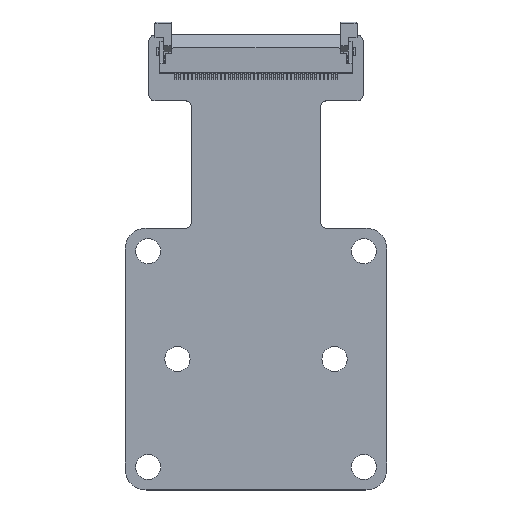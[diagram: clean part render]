
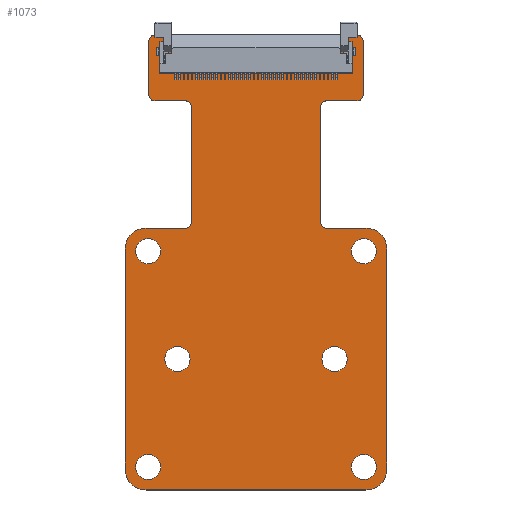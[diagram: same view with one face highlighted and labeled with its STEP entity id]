
A CAD part, top view. The second image highlights one B-rep face of the part: STEP entity #1073.
In plain terms, the highlighted planar face has unit normal (0, 0, 1).
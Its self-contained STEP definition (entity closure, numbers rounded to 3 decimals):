
#64 = VERTEX_POINT('',#65);
#65 = CARTESIAN_POINT('',(0.,2.54,1.575));
#71 = EDGE_CURVE('',#64,#72,#74,.T.);
#72 = VERTEX_POINT('',#73);
#73 = CARTESIAN_POINT('',(2.54,0.,1.575));
#74 = CIRCLE('',#75,2.54);
#75 = AXIS2_PLACEMENT_3D('',#76,#77,#78);
#76 = CARTESIAN_POINT('',(2.54,2.54,1.575));
#77 = DIRECTION('',(0.,0.,1.));
#78 = DIRECTION('',(-1.,0.,0.));
#104 = EDGE_CURVE('',#72,#105,#107,.T.);
#105 = VERTEX_POINT('',#106);
#106 = CARTESIAN_POINT('',(29.21,0.,1.575));
#107 = LINE('',#108,#109);
#108 = CARTESIAN_POINT('',(2.54,0.,1.575));
#109 = VECTOR('',#110,1.);
#110 = DIRECTION('',(1.,0.,0.));
#135 = EDGE_CURVE('',#105,#136,#138,.T.);
#136 = VERTEX_POINT('',#137);
#137 = CARTESIAN_POINT('',(31.75,2.54,1.575));
#138 = CIRCLE('',#139,2.54);
#139 = AXIS2_PLACEMENT_3D('',#140,#141,#142);
#140 = CARTESIAN_POINT('',(29.21,2.54,1.575));
#141 = DIRECTION('',(0.,0.,1.));
#142 = DIRECTION('',(0.,-1.,0.));
#168 = EDGE_CURVE('',#136,#169,#171,.T.);
#169 = VERTEX_POINT('',#170);
#170 = CARTESIAN_POINT('',(31.75,29.21,1.575));
#171 = LINE('',#172,#173);
#172 = CARTESIAN_POINT('',(31.75,2.54,1.575));
#173 = VECTOR('',#174,1.);
#174 = DIRECTION('',(0.,1.,0.));
#199 = EDGE_CURVE('',#169,#200,#202,.T.);
#200 = VERTEX_POINT('',#201);
#201 = CARTESIAN_POINT('',(29.21,31.75,1.575));
#202 = CIRCLE('',#203,2.54);
#203 = AXIS2_PLACEMENT_3D('',#204,#205,#206);
#204 = CARTESIAN_POINT('',(29.21,29.21,1.575));
#205 = DIRECTION('',(0.,0.,1.));
#206 = DIRECTION('',(1.,0.,-0.));
#232 = EDGE_CURVE('',#200,#233,#235,.T.);
#233 = VERTEX_POINT('',#234);
#234 = CARTESIAN_POINT('',(24.422,31.75,1.575));
#235 = LINE('',#236,#237);
#236 = CARTESIAN_POINT('',(29.21,31.75,1.575));
#237 = VECTOR('',#238,1.);
#238 = DIRECTION('',(-1.,0.,0.));
#263 = EDGE_CURVE('',#233,#264,#266,.T.);
#264 = VERTEX_POINT('',#265);
#265 = CARTESIAN_POINT('',(23.66,32.512,1.575));
#266 = CIRCLE('',#267,0.762);
#267 = AXIS2_PLACEMENT_3D('',#268,#269,#270);
#268 = CARTESIAN_POINT('',(24.422,32.512,1.575));
#269 = DIRECTION('',(0.,0.,-1.));
#270 = DIRECTION('',(0.,-1.,-0.));
#296 = EDGE_CURVE('',#264,#297,#299,.T.);
#297 = VERTEX_POINT('',#298);
#298 = CARTESIAN_POINT('',(23.66,46.412,1.575));
#299 = LINE('',#300,#301);
#300 = CARTESIAN_POINT('',(23.66,32.512,1.575));
#301 = VECTOR('',#302,1.);
#302 = DIRECTION('',(0.,1.,0.));
#327 = EDGE_CURVE('',#297,#328,#330,.T.);
#328 = VERTEX_POINT('',#329);
#329 = CARTESIAN_POINT('',(24.422,47.174,1.575));
#330 = CIRCLE('',#331,0.762);
#331 = AXIS2_PLACEMENT_3D('',#332,#333,#334);
#332 = CARTESIAN_POINT('',(24.422,46.412,1.575));
#333 = DIRECTION('',(0.,0.,-1.));
#334 = DIRECTION('',(-1.,0.,0.));
#360 = EDGE_CURVE('',#328,#361,#363,.T.);
#361 = VERTEX_POINT('',#362);
#362 = CARTESIAN_POINT('',(28.113,47.174,1.575));
#363 = LINE('',#364,#365);
#364 = CARTESIAN_POINT('',(24.422,47.174,1.575));
#365 = VECTOR('',#366,1.);
#366 = DIRECTION('',(1.,0.,0.));
#391 = EDGE_CURVE('',#361,#392,#394,.T.);
#392 = VERTEX_POINT('',#393);
#393 = CARTESIAN_POINT('',(28.875,47.936,1.575));
#394 = CIRCLE('',#395,0.762);
#395 = AXIS2_PLACEMENT_3D('',#396,#397,#398);
#396 = CARTESIAN_POINT('',(28.113,47.936,1.575));
#397 = DIRECTION('',(0.,0.,1.));
#398 = DIRECTION('',(0.,-1.,0.));
#424 = EDGE_CURVE('',#392,#425,#427,.T.);
#425 = VERTEX_POINT('',#426);
#426 = CARTESIAN_POINT('',(28.875,54.412,1.575));
#427 = LINE('',#428,#429);
#428 = CARTESIAN_POINT('',(28.875,47.936,1.575));
#429 = VECTOR('',#430,1.);
#430 = DIRECTION('',(0.,1.,0.));
#455 = EDGE_CURVE('',#425,#456,#458,.T.);
#456 = VERTEX_POINT('',#457);
#457 = CARTESIAN_POINT('',(28.113,55.174,1.575));
#458 = CIRCLE('',#459,0.762);
#459 = AXIS2_PLACEMENT_3D('',#460,#461,#462);
#460 = CARTESIAN_POINT('',(28.113,54.413,1.575));
#461 = DIRECTION('',(0.,0.,1.));
#462 = DIRECTION('',(1.,0.,0.));
#488 = EDGE_CURVE('',#456,#489,#491,.T.);
#489 = VERTEX_POINT('',#490);
#490 = CARTESIAN_POINT('',(3.637,55.174,1.575));
#491 = LINE('',#492,#493);
#492 = CARTESIAN_POINT('',(28.113,55.174,1.575));
#493 = VECTOR('',#494,1.);
#494 = DIRECTION('',(-1.,0.,0.));
#519 = EDGE_CURVE('',#489,#520,#522,.T.);
#520 = VERTEX_POINT('',#521);
#521 = CARTESIAN_POINT('',(2.875,54.412,1.575));
#522 = CIRCLE('',#523,0.762);
#523 = AXIS2_PLACEMENT_3D('',#524,#525,#526);
#524 = CARTESIAN_POINT('',(3.637,54.412,1.575));
#525 = DIRECTION('',(0.,0.,1.));
#526 = DIRECTION('',(0.,1.,0.));
#552 = EDGE_CURVE('',#520,#553,#555,.T.);
#553 = VERTEX_POINT('',#554);
#554 = CARTESIAN_POINT('',(2.875,47.936,1.575));
#555 = LINE('',#556,#557);
#556 = CARTESIAN_POINT('',(2.875,54.412,1.575));
#557 = VECTOR('',#558,1.);
#558 = DIRECTION('',(0.,-1.,0.));
#583 = EDGE_CURVE('',#553,#584,#586,.T.);
#584 = VERTEX_POINT('',#585);
#585 = CARTESIAN_POINT('',(3.637,47.174,1.575));
#586 = CIRCLE('',#587,0.762);
#587 = AXIS2_PLACEMENT_3D('',#588,#589,#590);
#588 = CARTESIAN_POINT('',(3.637,47.936,1.575));
#589 = DIRECTION('',(0.,0.,1.));
#590 = DIRECTION('',(-1.,0.,0.));
#616 = EDGE_CURVE('',#584,#617,#619,.T.);
#617 = VERTEX_POINT('',#618);
#618 = CARTESIAN_POINT('',(7.328,47.174,1.575));
#619 = LINE('',#620,#621);
#620 = CARTESIAN_POINT('',(3.637,47.174,1.575));
#621 = VECTOR('',#622,1.);
#622 = DIRECTION('',(1.,0.,0.));
#647 = EDGE_CURVE('',#617,#648,#650,.T.);
#648 = VERTEX_POINT('',#649);
#649 = CARTESIAN_POINT('',(8.09,46.412,1.575));
#650 = CIRCLE('',#651,0.762);
#651 = AXIS2_PLACEMENT_3D('',#652,#653,#654);
#652 = CARTESIAN_POINT('',(7.328,46.413,1.575));
#653 = DIRECTION('',(0.,0.,-1.));
#654 = DIRECTION('',(0.,1.,0.));
#680 = EDGE_CURVE('',#648,#681,#683,.T.);
#681 = VERTEX_POINT('',#682);
#682 = CARTESIAN_POINT('',(8.09,32.512,1.575));
#683 = LINE('',#684,#685);
#684 = CARTESIAN_POINT('',(8.09,46.412,1.575));
#685 = VECTOR('',#686,1.);
#686 = DIRECTION('',(0.,-1.,0.));
#711 = EDGE_CURVE('',#681,#712,#714,.T.);
#712 = VERTEX_POINT('',#713);
#713 = CARTESIAN_POINT('',(7.328,31.75,1.575));
#714 = CIRCLE('',#715,0.762);
#715 = AXIS2_PLACEMENT_3D('',#716,#717,#718);
#716 = CARTESIAN_POINT('',(7.328,32.512,1.575));
#717 = DIRECTION('',(0.,0.,-1.));
#718 = DIRECTION('',(1.,0.,0.));
#744 = EDGE_CURVE('',#712,#745,#747,.T.);
#745 = VERTEX_POINT('',#746);
#746 = CARTESIAN_POINT('',(2.54,31.75,1.575));
#747 = LINE('',#748,#749);
#748 = CARTESIAN_POINT('',(7.328,31.75,1.575));
#749 = VECTOR('',#750,1.);
#750 = DIRECTION('',(-1.,0.,0.));
#775 = EDGE_CURVE('',#745,#776,#778,.T.);
#776 = VERTEX_POINT('',#777);
#777 = CARTESIAN_POINT('',(0.,29.21,1.575));
#778 = CIRCLE('',#779,2.54);
#779 = AXIS2_PLACEMENT_3D('',#780,#781,#782);
#780 = CARTESIAN_POINT('',(2.54,29.21,1.575));
#781 = DIRECTION('',(0.,0.,1.));
#782 = DIRECTION('',(0.,1.,0.));
#808 = EDGE_CURVE('',#776,#64,#809,.T.);
#809 = LINE('',#810,#811);
#810 = CARTESIAN_POINT('',(0.,29.21,1.575));
#811 = VECTOR('',#812,1.);
#812 = DIRECTION('',(0.,-1.,0.));
#832 = VERTEX_POINT('',#833);
#833 = CARTESIAN_POINT('',(4.318,2.794,1.575));
#839 = EDGE_CURVE('',#832,#832,#840,.T.);
#840 = CIRCLE('',#841,1.524);
#841 = AXIS2_PLACEMENT_3D('',#842,#843,#844);
#842 = CARTESIAN_POINT('',(2.794,2.794,1.575));
#843 = DIRECTION('',(0.,0.,1.));
#844 = DIRECTION('',(1.,0.,-0.));
#865 = VERTEX_POINT('',#866);
#866 = CARTESIAN_POINT('',(4.318,28.956,1.575));
#872 = EDGE_CURVE('',#865,#865,#873,.T.);
#873 = CIRCLE('',#874,1.524);
#874 = AXIS2_PLACEMENT_3D('',#875,#876,#877);
#875 = CARTESIAN_POINT('',(2.794,28.956,1.575));
#876 = DIRECTION('',(0.,0.,1.));
#877 = DIRECTION('',(1.,0.,-0.));
#898 = VERTEX_POINT('',#899);
#899 = CARTESIAN_POINT('',(7.874,15.875,1.575));
#905 = EDGE_CURVE('',#898,#898,#906,.T.);
#906 = CIRCLE('',#907,1.524);
#907 = AXIS2_PLACEMENT_3D('',#908,#909,#910);
#908 = CARTESIAN_POINT('',(6.35,15.875,1.575));
#909 = DIRECTION('',(0.,0.,1.));
#910 = DIRECTION('',(1.,0.,-0.));
#931 = VERTEX_POINT('',#932);
#932 = CARTESIAN_POINT('',(30.48,2.794,1.575));
#938 = EDGE_CURVE('',#931,#931,#939,.T.);
#939 = CIRCLE('',#940,1.524);
#940 = AXIS2_PLACEMENT_3D('',#941,#942,#943);
#941 = CARTESIAN_POINT('',(28.956,2.794,1.575));
#942 = DIRECTION('',(0.,0.,1.));
#943 = DIRECTION('',(1.,0.,-0.));
#964 = VERTEX_POINT('',#965);
#965 = CARTESIAN_POINT('',(26.924,15.875,1.575));
#971 = EDGE_CURVE('',#964,#964,#972,.T.);
#972 = CIRCLE('',#973,1.524);
#973 = AXIS2_PLACEMENT_3D('',#974,#975,#976);
#974 = CARTESIAN_POINT('',(25.4,15.875,1.575));
#975 = DIRECTION('',(0.,0.,1.));
#976 = DIRECTION('',(1.,0.,-0.));
#997 = VERTEX_POINT('',#998);
#998 = CARTESIAN_POINT('',(30.48,28.956,1.575));
#1004 = EDGE_CURVE('',#997,#997,#1005,.T.);
#1005 = CIRCLE('',#1006,1.524);
#1006 = AXIS2_PLACEMENT_3D('',#1007,#1008,#1009);
#1007 = CARTESIAN_POINT('',(28.956,28.956,1.575));
#1008 = DIRECTION('',(0.,0.,1.));
#1009 = DIRECTION('',(1.,0.,-0.));
#1073 = ADVANCED_FACE('',(#1074,#1100,#1103,#1106,#1109,#1112,#1115),
  #1118,.T.);
#1074 = FACE_BOUND('',#1075,.T.);
#1075 = EDGE_LOOP('',(#1076,#1077,#1078,#1079,#1080,#1081,#1082,#1083,
    #1084,#1085,#1086,#1087,#1088,#1089,#1090,#1091,#1092,#1093,#1094,
    #1095,#1096,#1097,#1098,#1099));
#1076 = ORIENTED_EDGE('',*,*,#71,.T.);
#1077 = ORIENTED_EDGE('',*,*,#104,.T.);
#1078 = ORIENTED_EDGE('',*,*,#135,.T.);
#1079 = ORIENTED_EDGE('',*,*,#168,.T.);
#1080 = ORIENTED_EDGE('',*,*,#199,.T.);
#1081 = ORIENTED_EDGE('',*,*,#232,.T.);
#1082 = ORIENTED_EDGE('',*,*,#263,.T.);
#1083 = ORIENTED_EDGE('',*,*,#296,.T.);
#1084 = ORIENTED_EDGE('',*,*,#327,.T.);
#1085 = ORIENTED_EDGE('',*,*,#360,.T.);
#1086 = ORIENTED_EDGE('',*,*,#391,.T.);
#1087 = ORIENTED_EDGE('',*,*,#424,.T.);
#1088 = ORIENTED_EDGE('',*,*,#455,.T.);
#1089 = ORIENTED_EDGE('',*,*,#488,.T.);
#1090 = ORIENTED_EDGE('',*,*,#519,.T.);
#1091 = ORIENTED_EDGE('',*,*,#552,.T.);
#1092 = ORIENTED_EDGE('',*,*,#583,.T.);
#1093 = ORIENTED_EDGE('',*,*,#616,.T.);
#1094 = ORIENTED_EDGE('',*,*,#647,.T.);
#1095 = ORIENTED_EDGE('',*,*,#680,.T.);
#1096 = ORIENTED_EDGE('',*,*,#711,.T.);
#1097 = ORIENTED_EDGE('',*,*,#744,.T.);
#1098 = ORIENTED_EDGE('',*,*,#775,.T.);
#1099 = ORIENTED_EDGE('',*,*,#808,.T.);
#1100 = FACE_BOUND('',#1101,.T.);
#1101 = EDGE_LOOP('',(#1102));
#1102 = ORIENTED_EDGE('',*,*,#839,.F.);
#1103 = FACE_BOUND('',#1104,.T.);
#1104 = EDGE_LOOP('',(#1105));
#1105 = ORIENTED_EDGE('',*,*,#872,.F.);
#1106 = FACE_BOUND('',#1107,.T.);
#1107 = EDGE_LOOP('',(#1108));
#1108 = ORIENTED_EDGE('',*,*,#905,.F.);
#1109 = FACE_BOUND('',#1110,.T.);
#1110 = EDGE_LOOP('',(#1111));
#1111 = ORIENTED_EDGE('',*,*,#938,.F.);
#1112 = FACE_BOUND('',#1113,.T.);
#1113 = EDGE_LOOP('',(#1114));
#1114 = ORIENTED_EDGE('',*,*,#971,.F.);
#1115 = FACE_BOUND('',#1116,.T.);
#1116 = EDGE_LOOP('',(#1117));
#1117 = ORIENTED_EDGE('',*,*,#1004,.F.);
#1118 = PLANE('',#1119);
#1119 = AXIS2_PLACEMENT_3D('',#1120,#1121,#1122);
#1120 = CARTESIAN_POINT('',(15.875,28.216,1.575));
#1121 = DIRECTION('',(0.,0.,1.));
#1122 = DIRECTION('',(1.,0.,-0.));
